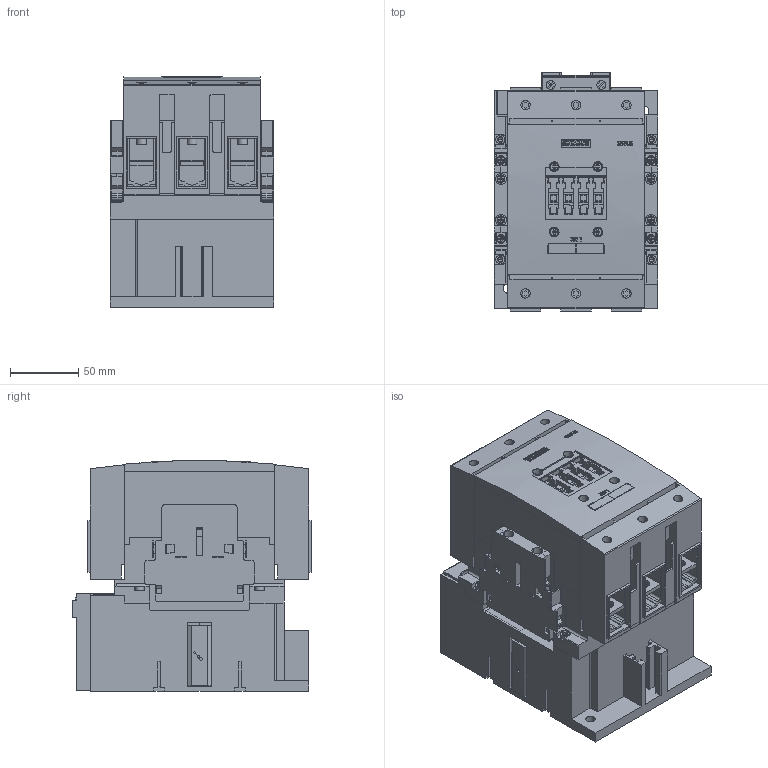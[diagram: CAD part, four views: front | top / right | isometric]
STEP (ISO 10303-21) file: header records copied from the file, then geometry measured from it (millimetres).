
FILE_DESCRIPTION(('STEP AP214'),'1');
FILE_NAME('cctmp_1869DF8C-80D3-4B9C-B102-8FDD6B0F5C88_2023_07_24_18_56_35_0210..stp','2023-07-24T16:56:38',('SIEMENS A&D'),('CADClick - www.CADClick.com'),'Spatial InterOp 3D postprocessed',' ','unknown authorization');
FILE_SCHEMA(('AUTOMOTIVE_DESIGN'));
Length unit declared in the file: millimetre
Products named in the file (1): 2023_07_24_18_56_35_0101
Bounding box: 120 x 175 x 169.3 mm (x, y, z)
Volume: 2220092.4 mm3; surface area: 322827.2 mm2
Topology: 1 solids, 13 shells, 3197 faces, 9363 edges, 6134 vertices
Faces by surface type: plane 2263, cylinder 744, cone 114, torus 72, sphere 4
Entity records: 119333 total; most frequent: CARTESIAN_POINT 23409, ORIENTED_EDGE 18670, DIRECTION 17383, EDGE_CURVE 9335, LINE 6967, VECTOR 6967, VERTEX_POINT 6134, AXIS2_PLACEMENT_3D 5208
